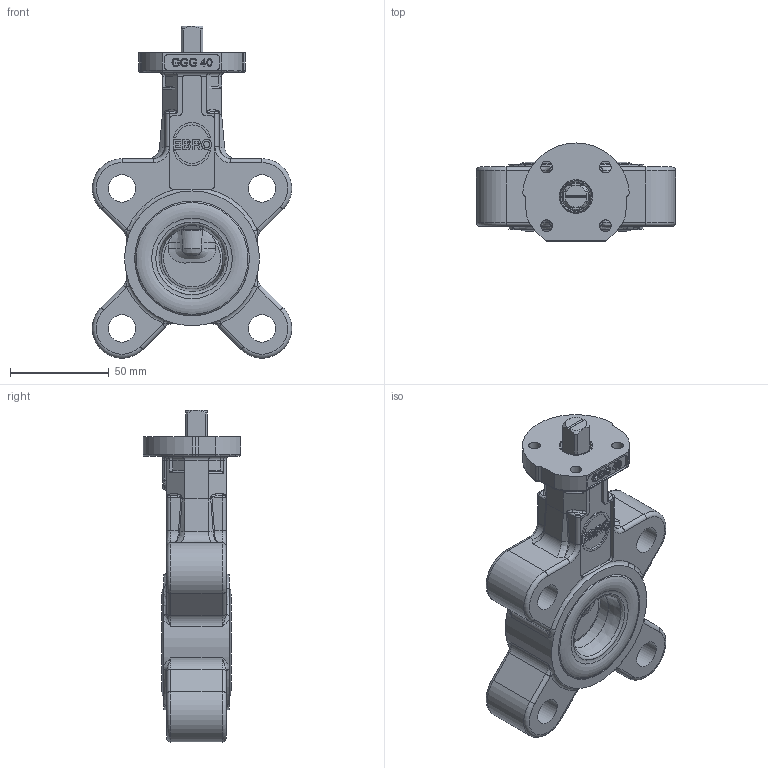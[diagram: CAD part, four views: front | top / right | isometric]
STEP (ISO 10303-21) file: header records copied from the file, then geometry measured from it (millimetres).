
FILE_DESCRIPTION(/* description */ (''),/* implementation_level */ '2;1');
FILE_NAME(/* name */ 'Z014-A_DN32.stp',/* time_stamp */ '2018-02-13T14:45:52+01:00',/* author */ ('hellwig'),/* organization */ (''),/* preprocessor_version */ 'ST-DEVELOPER v16.5',/* originating_system */ 'Autodesk Inventor 2017',/* authorisation */ '');
FILE_SCHEMA (('AUTOMOTIVE_DESIGN { 1 0 10303 214 3 1 1 }'));
Length unit declared in the file: millimetre
Products named in the file (1): M15874
Bounding box: 100.66 x 49.5 x 167.7 mm (x, y, z)
Volume: 257954.3 mm3; surface area: 57758.9 mm2
Topology: 1 solids, 4 shells, 621 faces, 1569 edges, 974 vertices
Faces by surface type: plane 213, cylinder 173, bspline 140, torus 67, cone 24, sphere 4
Full cylindrical faces by diameter (mm): 4 x1, 4.917 x2, 6 x4, 9 x1, 9.2 x1, 11 x1, 11.2 x1, 12 x2, 12.2 x2, 12.35 x1, 13.835 x4, 14 x3, 14.35 x1, 16.95 x2, 17 x2, 57.7 x2, 58 x2
Entity records: 22904 total; most frequent: CARTESIAN_POINT 8492, ORIENTED_EDGE 2904, DIRECTION 2629, EDGE_CURVE 1452, AXIS2_PLACEMENT_3D 988, VERTEX_POINT 943, EDGE_LOOP 745, LINE 653
